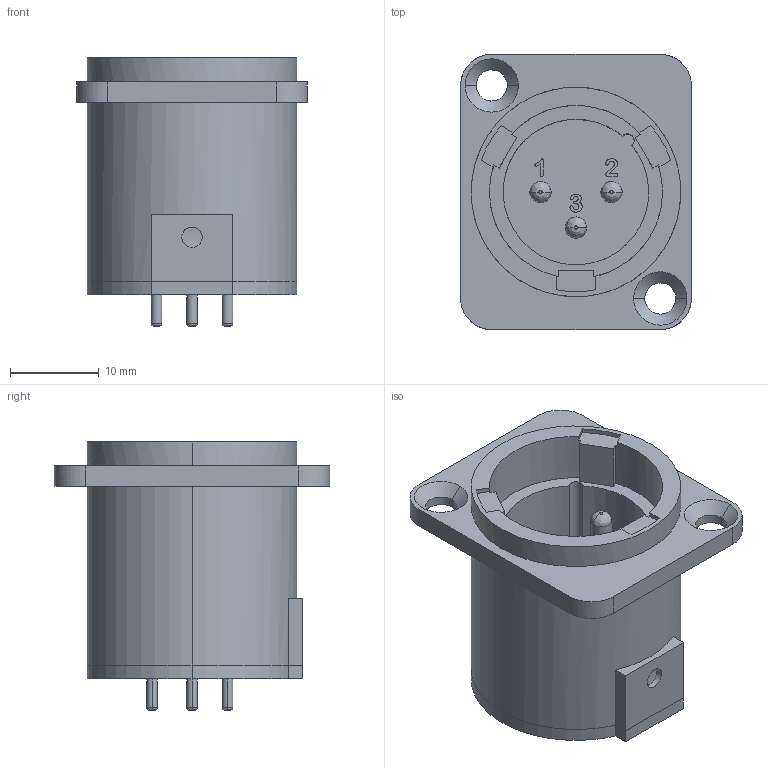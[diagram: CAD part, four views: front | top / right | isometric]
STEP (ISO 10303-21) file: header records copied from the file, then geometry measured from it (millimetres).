
FILE_DESCRIPTION(/* description */ (''),/* implementation_level */ '2;1');
FILE_NAME(/* name */ 'XLR Connector PCB Mount 3 pole Male, NC3MD-V',/* time_stamp */ '2023-07-06T14:03:51+02:00',/* author */ (''),/* organization */ (''),/* preprocessor_version */ 'ST-DEVELOPER v16.5',/* originating_system */ '',/* authorisation */ '');
FILE_SCHEMA (('AUTOMOTIVE_DESIGN'));
Length unit declared in the file: millimetre
Products named in the file (1): Document
Bounding box: 26 x 31 x 30.2 mm (x, y, z)
Surface area: 5168.1 mm2 (no closed solid volume)
Topology: 0 solids, 10 shells, 131 faces, 336 edges, 223 vertices
Faces by surface type: plane 51, cylinder 43, bspline 37
Entity records: 4892 total; most frequent: CARTESIAN_POINT 2659, ORIENTED_EDGE 615, EDGE_CURVE 336, VERTEX_POINT 223, B_SPLINE_CURVE_WITH_KNOTS 196, EDGE_LOOP 151, ADVANCED_FACE 131, FACE_OUTER_BOUND 131
